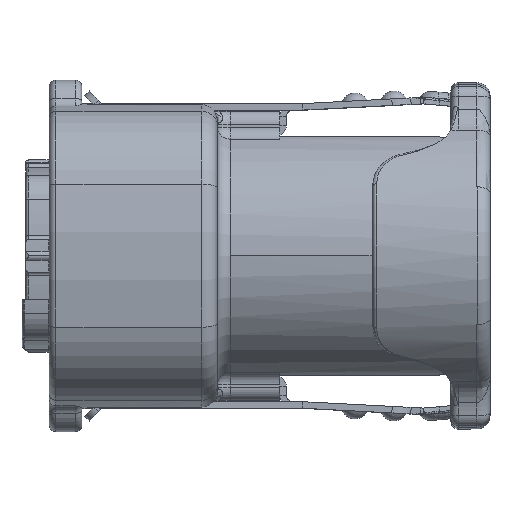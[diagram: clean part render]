
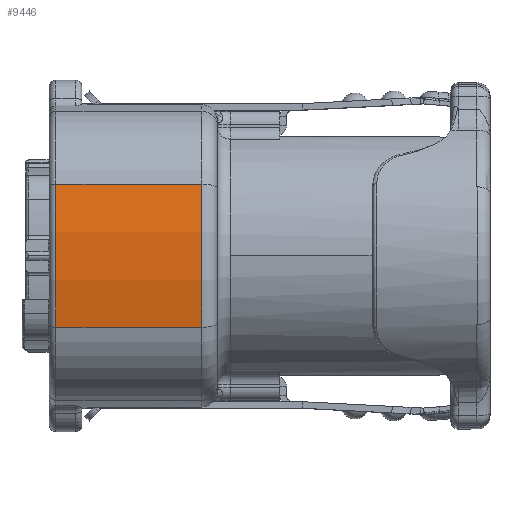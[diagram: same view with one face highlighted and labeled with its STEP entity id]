
A CAD part, top view. The second image highlights one B-rep face of the part: STEP entity #9446.
In plain terms, the highlighted cylindrical face has radius 24.5 mm (diameter 49 mm), a partial arc.
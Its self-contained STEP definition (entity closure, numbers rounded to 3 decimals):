
#384 = ORIENTED_EDGE ( 'NONE', *, *, #8350, .T. ) ;
#460 = LINE ( 'NONE', #2079, #17780 ) ;
#2079 = CARTESIAN_POINT ( 'NONE',  ( -1.5, -3.67, 12.477 ) ) ;
#3042 = EDGE_CURVE ( 'NONE', #20330, #22316, #21541, .T. ) ;
#4940 = EDGE_CURVE ( 'NONE', #20330, #13228, #32223, .T. ) ;
#5887 = DIRECTION ( 'NONE',  ( 1., 0., 0. ) ) ;
#8350 = EDGE_CURVE ( 'NONE', #31604, #13228, #13110, .T. ) ;
#8580 = DIRECTION ( 'NONE',  ( 1., 0., 0. ) ) ;
#9446 = ADVANCED_FACE ( 'NONE', ( #26736 ), #25923, .T. ) ;
#9625 = DIRECTION ( 'NONE',  ( -1., 0., 0. ) ) ;
#10737 = ORIENTED_EDGE ( 'NONE', *, *, #4940, .F. ) ;
#10797 = CARTESIAN_POINT ( 'NONE',  ( -1.2, -3.67, 12.477 ) ) ;
#12330 = CARTESIAN_POINT ( 'NONE',  ( -12.4, 7.31, 12.477 ) ) ;
#13110 = CIRCLE ( 'NONE', #28060, 24.5 ) ;
#13228 = VERTEX_POINT ( 'NONE', #29105 ) ;
#13624 = ORIENTED_EDGE ( 'NONE', *, *, #19405, .T. ) ;
#16169 = DIRECTION ( 'NONE',  ( 0., 0., -1. ) ) ;
#16281 = DIRECTION ( 'NONE',  ( 1., 0., 0. ) ) ;
#17780 = VECTOR ( 'NONE', #27718, 1000. ) ;
#18142 = AXIS2_PLACEMENT_3D ( 'NONE', #23956, #8580, #26581 ) ;
#19224 = AXIS2_PLACEMENT_3D ( 'NONE', #31600, #16281, #16169 ) ;
#19405 = EDGE_CURVE ( 'NONE', #22316, #31604, #460, .T. ) ;
#19442 = EDGE_LOOP ( 'NONE', ( #10737, #29066, #13624, #384 ) ) ;
#19871 = CARTESIAN_POINT ( 'NONE',  ( -1.2, 1.82, -11.4 ) ) ;
#19973 = DIRECTION ( 'NONE',  ( 0., 0., -1. ) ) ;
#20330 = VERTEX_POINT ( 'NONE', #12330 ) ;
#21541 = CIRCLE ( 'NONE', #18142, 24.5 ) ;
#22316 = VERTEX_POINT ( 'NONE', #30399 ) ;
#23956 = CARTESIAN_POINT ( 'NONE',  ( -12.4, 1.82, -11.4 ) ) ;
#25923 = CYLINDRICAL_SURFACE ( 'NONE', #19224, 24.5 ) ;
#26581 = DIRECTION ( 'NONE',  ( 0., 0., -1. ) ) ;
#26736 = FACE_OUTER_BOUND ( 'NONE', #19442, .T. ) ;
#27718 = DIRECTION ( 'NONE',  ( 1., 0., 0. ) ) ;
#27773 = VECTOR ( 'NONE', #5887, 1000. ) ;
#28060 = AXIS2_PLACEMENT_3D ( 'NONE', #19871, #9625, #19973 ) ;
#29066 = ORIENTED_EDGE ( 'NONE', *, *, #3042, .T. ) ;
#29105 = CARTESIAN_POINT ( 'NONE',  ( -1.2, 7.31, 12.477 ) ) ;
#30399 = CARTESIAN_POINT ( 'NONE',  ( -12.4, -3.67, 12.477 ) ) ;
#31139 = CARTESIAN_POINT ( 'NONE',  ( -1.5, 7.31, 12.477 ) ) ;
#31600 = CARTESIAN_POINT ( 'NONE',  ( -1.5, 1.82, -11.4 ) ) ;
#31604 = VERTEX_POINT ( 'NONE', #10797 ) ;
#32223 = LINE ( 'NONE', #31139, #27773 ) ;
